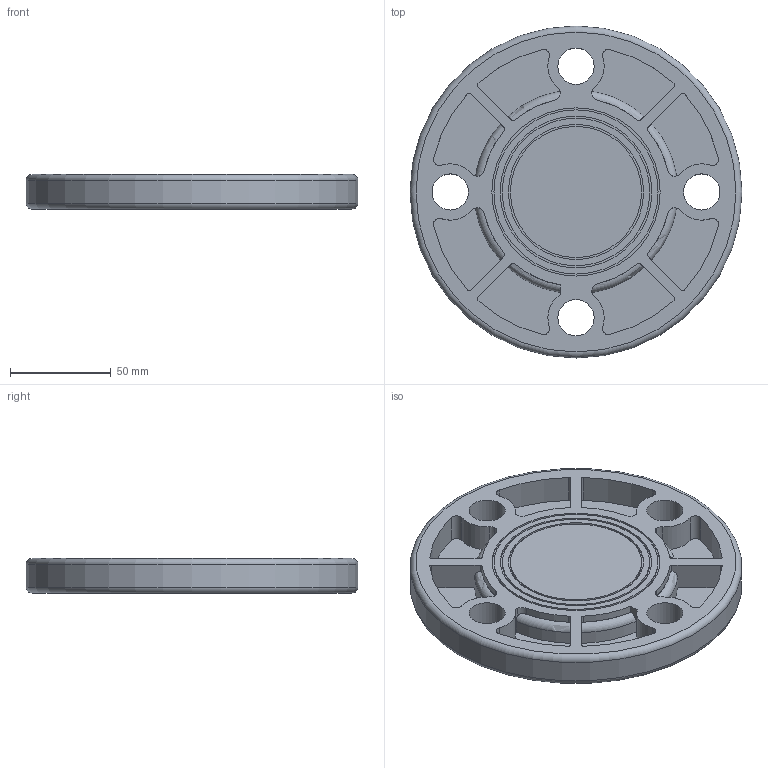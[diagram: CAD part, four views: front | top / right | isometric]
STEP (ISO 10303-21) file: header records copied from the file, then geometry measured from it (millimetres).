
FILE_DESCRIPTION(/* description */ (''),/* implementation_level */ '2;1');
FILE_NAME(/* name */ 'A906311PGQL.stp',/* time_stamp */ '2024-12-19T09:57:37+08:00',/* author */ (''),/* organization */ (''),/* preprocessor_version */ 'ST-DEVELOPER v16',/* originating_system */ 'SIEMENS PLM Software NX 10.0',/* authorisation */ '');
FILE_SCHEMA (('AUTOMOTIVE_DESIGN { 1 0 10303 214 3 1 1 1 }'));
Length unit declared in the file: millimetre
Products named in the file (1): gelv0FB88CDEpsfv
Bounding box: 165 x 165 x 17.45 mm (x, y, z)
Volume: 208145.8 mm3; surface area: 71132.9 mm2
Topology: 1 solids, 1 shells, 318 faces, 816 edges, 544 vertices
Faces by surface type: plane 182, cylinder 97, extrusion 28, torus 11
Full cylindrical faces by diameter (mm): 3.5 x1, 4.667 x1, 18 x4, 20.8 x1, 65.2 x1, 67.2 x1, 73.4 x1, 75.4 x1, 81.6 x1, 83.6 x1, 89.5 x1, 165 x1
Entity records: 15053 total; most frequent: CARTESIAN_POINT 7790, ORIENTED_EDGE 1586, DIRECTION 1293, EDGE_CURVE 793, VERTEX_POINT 539, AXIS2_PLACEMENT_3D 510, EDGE_LOOP 388, B_SPLINE_CURVE_WITH_KNOTS 357
